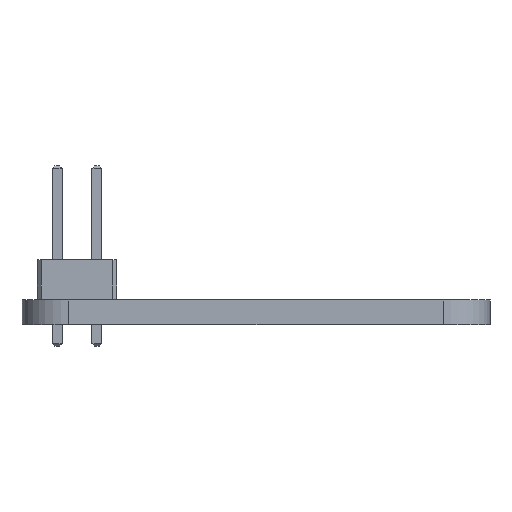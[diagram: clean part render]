
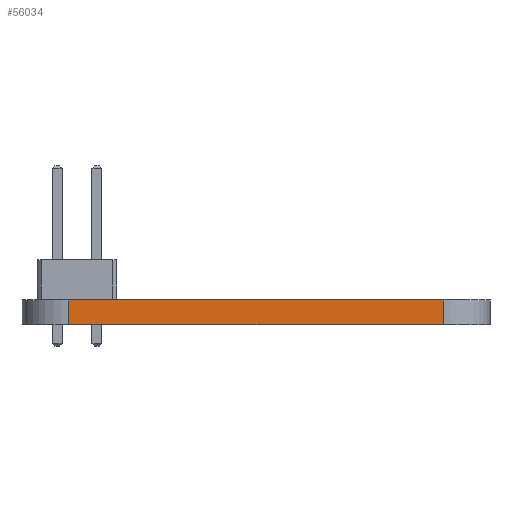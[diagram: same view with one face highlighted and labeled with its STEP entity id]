
A CAD part, left-side view. The second image highlights one B-rep face of the part: STEP entity #56034.
In plain terms, the highlighted planar face has unit normal (-1, 0, 0).
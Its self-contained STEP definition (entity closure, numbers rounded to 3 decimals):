
#52703 = PLANE('',#52704);
#52704 = AXIS2_PLACEMENT_3D('',#52705,#52706,#52707);
#52705 = CARTESIAN_POINT('',(82.5,-64.,1.6));
#52706 = DIRECTION('',(0.,0.,1.));
#52707 = DIRECTION('',(1.,0.,0.));
#52731 = CYLINDRICAL_SURFACE('',#52732,3.);
#52732 = AXIS2_PLACEMENT_3D('',#52733,#52734,#52735);
#52733 = CARTESIAN_POINT('',(53.,-52.,0.));
#52734 = DIRECTION('',(0.,0.,-1.));
#52735 = DIRECTION('',(1.,0.,0.));
#52757 = PLANE('',#52758);
#52758 = AXIS2_PLACEMENT_3D('',#52759,#52760,#52761);
#52759 = CARTESIAN_POINT('',(82.5,-64.,0.));
#52760 = DIRECTION('',(0.,0.,1.));
#52761 = DIRECTION('',(1.,0.,0.));
#52852 = VERTEX_POINT('',#52853);
#52853 = CARTESIAN_POINT('',(50.,-52.,1.6));
#52875 = EDGE_CURVE('',#52876,#52852,#52878,.T.);
#52876 = VERTEX_POINT('',#52877);
#52877 = CARTESIAN_POINT('',(50.,-52.,0.));
#52878 = SURFACE_CURVE('',#52879,(#52883,#52890),.PCURVE_S1.);
#52879 = LINE('',#52880,#52881);
#52880 = CARTESIAN_POINT('',(50.,-52.,0.));
#52881 = VECTOR('',#52882,1.);
#52882 = DIRECTION('',(0.,0.,1.));
#52883 = PCURVE('',#52731,#52884);
#52884 = DEFINITIONAL_REPRESENTATION('',(#52885),#52889);
#52885 = LINE('',#52886,#52887);
#52886 = CARTESIAN_POINT('',(-3.142,0.));
#52887 = VECTOR('',#52888,1.);
#52888 = DIRECTION('',(0.,-1.));
#52889 = ( GEOMETRIC_REPRESENTATION_CONTEXT(2) 
PARAMETRIC_REPRESENTATION_CONTEXT() REPRESENTATION_CONTEXT('2D SPACE',''
  ) );
#52890 = PCURVE('',#52891,#52896);
#52891 = PLANE('',#52892);
#52892 = AXIS2_PLACEMENT_3D('',#52893,#52894,#52895);
#52893 = CARTESIAN_POINT('',(50.,-52.,0.));
#52894 = DIRECTION('',(1.,0.,0.));
#52895 = DIRECTION('',(0.,-1.,0.));
#52896 = DEFINITIONAL_REPRESENTATION('',(#52897),#52901);
#52897 = LINE('',#52898,#52899);
#52898 = CARTESIAN_POINT('',(0.,0.));
#52899 = VECTOR('',#52900,1.);
#52900 = DIRECTION('',(0.,-1.));
#52901 = ( GEOMETRIC_REPRESENTATION_CONTEXT(2) 
PARAMETRIC_REPRESENTATION_CONTEXT() REPRESENTATION_CONTEXT('2D SPACE',''
  ) );
#52930 = EDGE_CURVE('',#52876,#52931,#52933,.T.);
#52931 = VERTEX_POINT('',#52932);
#52932 = CARTESIAN_POINT('',(50.,-76.,0.));
#52933 = SURFACE_CURVE('',#52934,(#52938,#52945),.PCURVE_S1.);
#52934 = LINE('',#52935,#52936);
#52935 = CARTESIAN_POINT('',(50.,-52.,0.));
#52936 = VECTOR('',#52937,1.);
#52937 = DIRECTION('',(0.,-1.,0.));
#52938 = PCURVE('',#52757,#52939);
#52939 = DEFINITIONAL_REPRESENTATION('',(#52940),#52944);
#52940 = LINE('',#52941,#52942);
#52941 = CARTESIAN_POINT('',(-32.5,12.));
#52942 = VECTOR('',#52943,1.);
#52943 = DIRECTION('',(0.,-1.));
#52944 = ( GEOMETRIC_REPRESENTATION_CONTEXT(2) 
PARAMETRIC_REPRESENTATION_CONTEXT() REPRESENTATION_CONTEXT('2D SPACE',''
  ) );
#52945 = PCURVE('',#52891,#52946);
#52946 = DEFINITIONAL_REPRESENTATION('',(#52947),#52951);
#52947 = LINE('',#52948,#52949);
#52948 = CARTESIAN_POINT('',(0.,0.));
#52949 = VECTOR('',#52950,1.);
#52950 = DIRECTION('',(1.,0.));
#52951 = ( GEOMETRIC_REPRESENTATION_CONTEXT(2) 
PARAMETRIC_REPRESENTATION_CONTEXT() REPRESENTATION_CONTEXT('2D SPACE',''
  ) );
#52970 = CYLINDRICAL_SURFACE('',#52971,3.);
#52971 = AXIS2_PLACEMENT_3D('',#52972,#52973,#52974);
#52972 = CARTESIAN_POINT('',(53.,-76.,0.));
#52973 = DIRECTION('',(0.,0.,-1.));
#52974 = DIRECTION('',(1.,0.,0.));
#54604 = EDGE_CURVE('',#52852,#54605,#54607,.T.);
#54605 = VERTEX_POINT('',#54606);
#54606 = CARTESIAN_POINT('',(50.,-76.,1.6));
#54607 = SURFACE_CURVE('',#54608,(#54612,#54619),.PCURVE_S1.);
#54608 = LINE('',#54609,#54610);
#54609 = CARTESIAN_POINT('',(50.,-52.,1.6));
#54610 = VECTOR('',#54611,1.);
#54611 = DIRECTION('',(0.,-1.,0.));
#54612 = PCURVE('',#52703,#54613);
#54613 = DEFINITIONAL_REPRESENTATION('',(#54614),#54618);
#54614 = LINE('',#54615,#54616);
#54615 = CARTESIAN_POINT('',(-32.5,12.));
#54616 = VECTOR('',#54617,1.);
#54617 = DIRECTION('',(0.,-1.));
#54618 = ( GEOMETRIC_REPRESENTATION_CONTEXT(2) 
PARAMETRIC_REPRESENTATION_CONTEXT() REPRESENTATION_CONTEXT('2D SPACE',''
  ) );
#54619 = PCURVE('',#52891,#54620);
#54620 = DEFINITIONAL_REPRESENTATION('',(#54621),#54625);
#54621 = LINE('',#54622,#54623);
#54622 = CARTESIAN_POINT('',(0.,-1.6));
#54623 = VECTOR('',#54624,1.);
#54624 = DIRECTION('',(1.,0.));
#54625 = ( GEOMETRIC_REPRESENTATION_CONTEXT(2) 
PARAMETRIC_REPRESENTATION_CONTEXT() REPRESENTATION_CONTEXT('2D SPACE',''
  ) );
#56034 = ADVANCED_FACE('',(#56035),#52891,.F.);
#56035 = FACE_BOUND('',#56036,.F.);
#56036 = EDGE_LOOP('',(#56037,#56038,#56039,#56060));
#56037 = ORIENTED_EDGE('',*,*,#52875,.T.);
#56038 = ORIENTED_EDGE('',*,*,#54604,.T.);
#56039 = ORIENTED_EDGE('',*,*,#56040,.F.);
#56040 = EDGE_CURVE('',#52931,#54605,#56041,.T.);
#56041 = SURFACE_CURVE('',#56042,(#56046,#56053),.PCURVE_S1.);
#56042 = LINE('',#56043,#56044);
#56043 = CARTESIAN_POINT('',(50.,-76.,0.));
#56044 = VECTOR('',#56045,1.);
#56045 = DIRECTION('',(0.,0.,1.));
#56046 = PCURVE('',#52891,#56047);
#56047 = DEFINITIONAL_REPRESENTATION('',(#56048),#56052);
#56048 = LINE('',#56049,#56050);
#56049 = CARTESIAN_POINT('',(24.,0.));
#56050 = VECTOR('',#56051,1.);
#56051 = DIRECTION('',(0.,-1.));
#56052 = ( GEOMETRIC_REPRESENTATION_CONTEXT(2) 
PARAMETRIC_REPRESENTATION_CONTEXT() REPRESENTATION_CONTEXT('2D SPACE',''
  ) );
#56053 = PCURVE('',#52970,#56054);
#56054 = DEFINITIONAL_REPRESENTATION('',(#56055),#56059);
#56055 = LINE('',#56056,#56057);
#56056 = CARTESIAN_POINT('',(-3.142,0.));
#56057 = VECTOR('',#56058,1.);
#56058 = DIRECTION('',(0.,-1.));
#56059 = ( GEOMETRIC_REPRESENTATION_CONTEXT(2) 
PARAMETRIC_REPRESENTATION_CONTEXT() REPRESENTATION_CONTEXT('2D SPACE',''
  ) );
#56060 = ORIENTED_EDGE('',*,*,#52930,.F.);
